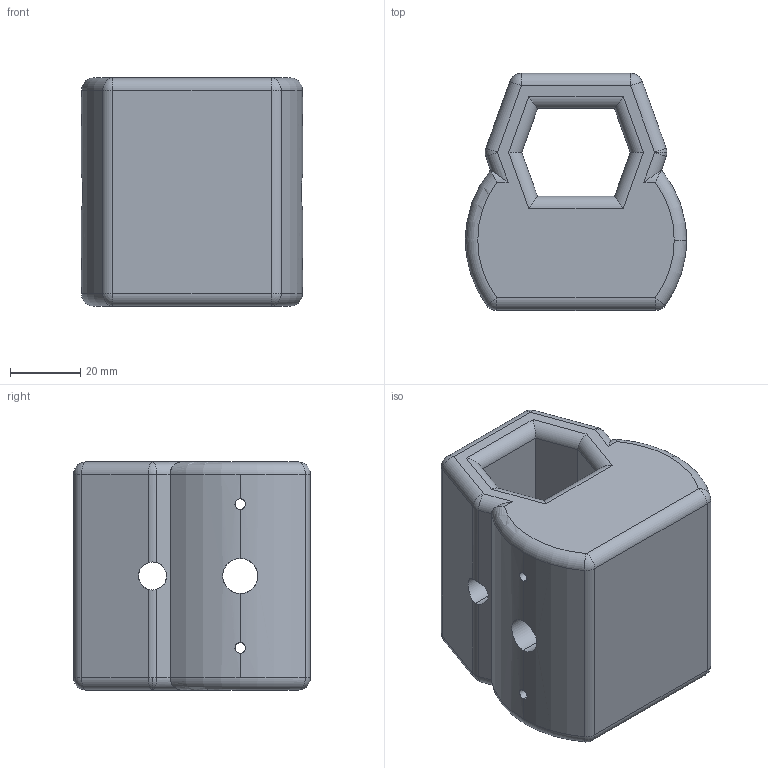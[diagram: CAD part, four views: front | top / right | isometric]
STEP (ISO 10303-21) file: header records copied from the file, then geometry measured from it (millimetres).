
FILE_DESCRIPTION (( 'STEP AP203' ), '1' );
FILE_NAME ('gövde.STEP', '2023-09-20T20:27:25', ( '' ), ( '' ), 'SwSTEP 2.0', 'SolidWorks 2022', '' );
FILE_SCHEMA (( 'CONFIG_CONTROL_DESIGN' ));
Length unit declared in the file: millimetre
Products named in the file (1): gövde
Bounding box: 63 x 67.5 x 65 mm (x, y, z)
Volume: 181092.6 mm3; surface area: 29283.4 mm2
Topology: 1 solids, 1 shells, 87 faces, 213 edges, 113 vertices
Faces by surface type: cylinder 51, plane 16, sphere 14, torus 6
Entity records: 2905 total; most frequent: CARTESIAN_POINT 922, ORIENTED_EDGE 410, DIRECTION 390, EDGE_CURVE 205, AXIS2_PLACEMENT_3D 145, VERTEX_POINT 113, VECTOR 100, LINE 100
